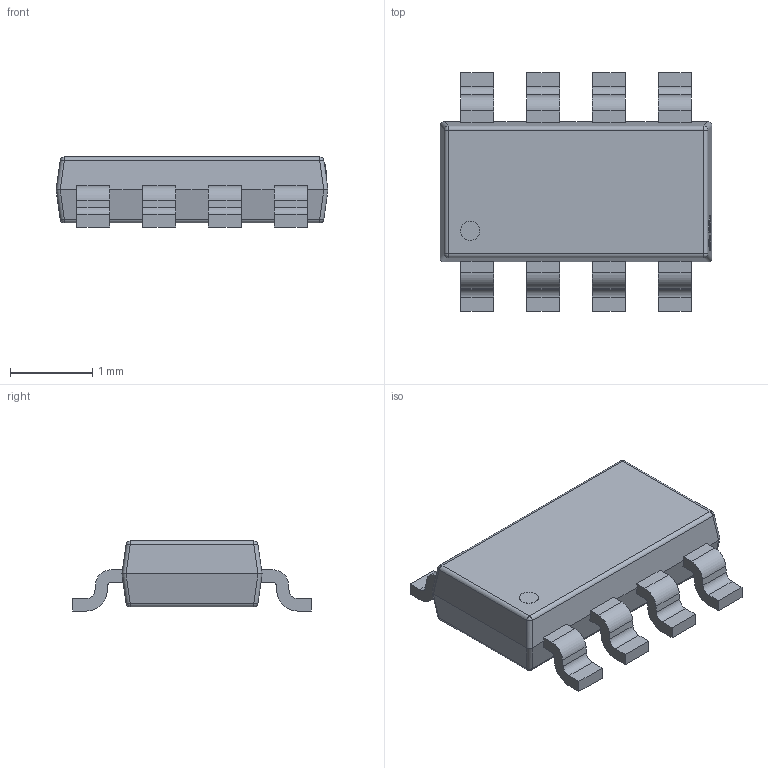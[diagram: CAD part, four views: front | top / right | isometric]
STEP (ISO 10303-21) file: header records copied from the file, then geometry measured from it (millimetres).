
FILE_DESCRIPTION (( 'STEP AP214' ), '1' );
FILE_NAME ('FSOP-8_L3.3-W1.7-P0.80-LS2.9-BL.STEP', '2023-10-09T06:01:45', ( 'PC' ), ( 'Microsoft' ), 'SwSTEP 2.0', 'SolidWorks 2020', '' );
FILE_SCHEMA (( 'AUTOMOTIVE_DESIGN' ));
Length unit declared in the file: millimetre
Products named in the file (1): FSOP-8_L3.3-W1.7-P0.80-LS2.9-BL
Bounding box: 3.3 x 2.9 x 0.85 mm (x, y, z)
Volume: 4.7 mm3; surface area: 25 mm2
Topology: 1 solids, 1 shells, 365 faces, 997 edges, 654 vertices
Faces by surface type: plane 209, bspline 98, cylinder 50, sphere 8
Entity records: 16008 total; most frequent: CARTESIAN_POINT 3335, ORIENTED_EDGE 1994, DIRECTION 1421, EDGE_CURVE 997, VECTOR 701, LINE 701, VERTEX_POINT 654, EDGE_LOOP 385
